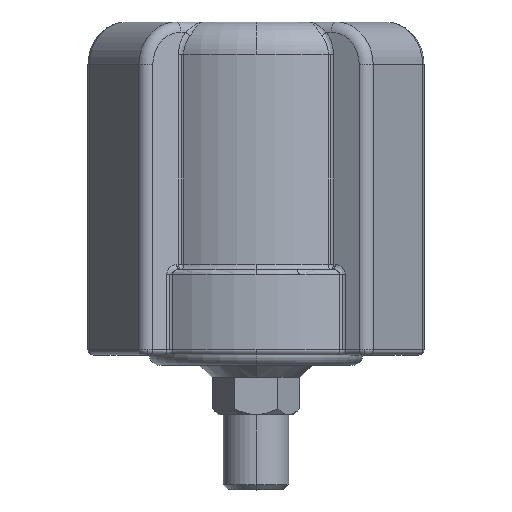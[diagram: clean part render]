
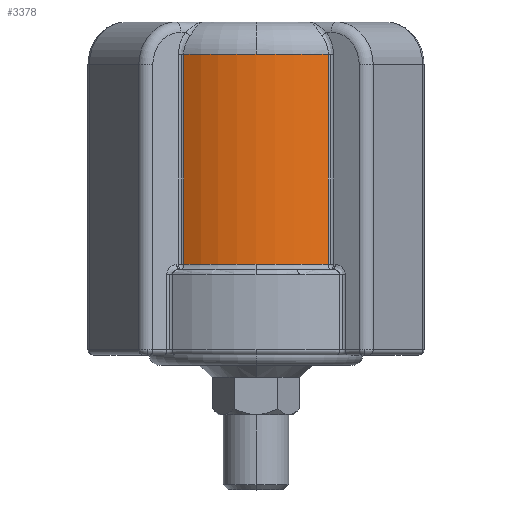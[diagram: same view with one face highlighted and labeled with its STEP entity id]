
A CAD part, top view. The second image highlights one B-rep face of the part: STEP entity #3378.
In plain terms, the highlighted cylindrical face has radius 20.066 mm (diameter 40.132 mm), a partial arc.
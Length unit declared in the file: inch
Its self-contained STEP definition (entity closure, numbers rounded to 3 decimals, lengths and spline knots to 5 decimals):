
#388 = DIRECTION ( 'NONE',  ( 0., -1., 0. ) ) ;
#403 = EDGE_CURVE ( 'NONE', #8566, #7707, #1814, .T. ) ;
#1066 = AXIS2_PLACEMENT_3D ( 'NONE', #5980, #388, #6918 ) ;
#1152 = DIRECTION ( 'NONE',  ( 0., 0., -1. ) ) ;
#1598 = CARTESIAN_POINT ( 'NONE',  ( 0., 2.55, 0.79 ) ) ;
#1814 = CIRCLE ( 'NONE', #1066, 0.79 ) ;
#2039 = ORIENTED_EDGE ( 'NONE', *, *, #4920, .T. ) ;
#2094 = VERTEX_POINT ( 'NONE', #10862 ) ;
#2909 = DIRECTION ( 'NONE',  ( 0., -1., 0. ) ) ;
#3042 = ORIENTED_EDGE ( 'NONE', *, *, #7127, .T. ) ;
#3162 = AXIS2_PLACEMENT_3D ( 'NONE', #8567, #9512, #1152 ) ;
#3258 = EDGE_CURVE ( 'NONE', #9404, #2094, #6806, .T. ) ;
#3279 = FACE_OUTER_BOUND ( 'NONE', #12027, .T. ) ;
#3378 = ADVANCED_FACE ( 'NONE', ( #3279 ), #9274, .T. ) ;
#3435 = ORIENTED_EDGE ( 'NONE', *, *, #403, .T. ) ;
#3471 = LINE ( 'NONE', #3505, #5932 ) ;
#3505 = CARTESIAN_POINT ( 'NONE',  ( 0.42321, 2.74, 0.66708 ) ) ;
#3637 = CARTESIAN_POINT ( 'NONE',  ( 0., 1.32, 0. ) ) ;
#3735 = CARTESIAN_POINT ( 'NONE',  ( 0.42321, 2.55, 0.66708 ) ) ;
#3774 = CIRCLE ( 'NONE', #6112, 0.79 ) ;
#3973 = DIRECTION ( 'NONE',  ( 0., 1., 0. ) ) ;
#4165 = ORIENTED_EDGE ( 'NONE', *, *, #9487, .T. ) ;
#4485 = CARTESIAN_POINT ( 'NONE',  ( -0.42321, 2.74, 0.66708 ) ) ;
#4569 = DIRECTION ( 'NONE',  ( 0., 0., 1. ) ) ;
#4920 = EDGE_CURVE ( 'NONE', #7707, #9404, #11087, .T. ) ;
#5206 = CARTESIAN_POINT ( 'NONE',  ( -0.42321, 2.55, 0.66708 ) ) ;
#5932 = VECTOR ( 'NONE', #10946, 39.37008 ) ;
#5980 = CARTESIAN_POINT ( 'NONE',  ( 0., 2.55, 0. ) ) ;
#6112 = AXIS2_PLACEMENT_3D ( 'NONE', #9550, #3973, #10479 ) ;
#6249 = CARTESIAN_POINT ( 'NONE',  ( 0.42321, 1.32, 0.66708 ) ) ;
#6302 = ORIENTED_EDGE ( 'NONE', *, *, #3258, .T. ) ;
#6419 = VERTEX_POINT ( 'NONE', #9735 ) ;
#6666 = CIRCLE ( 'NONE', #7180, 0.79 ) ;
#6806 = LINE ( 'NONE', #4485, #11746 ) ;
#6918 = DIRECTION ( 'NONE',  ( 0., 0., 1. ) ) ;
#7127 = EDGE_CURVE ( 'NONE', #10567, #8566, #3471, .T. ) ;
#7180 = AXIS2_PLACEMENT_3D ( 'NONE', #3637, #10142, #4569 ) ;
#7707 = VERTEX_POINT ( 'NONE', #1598 ) ;
#8488 = CARTESIAN_POINT ( 'NONE',  ( 0., 2.55, 0. ) ) ;
#8566 = VERTEX_POINT ( 'NONE', #3735 ) ;
#8567 = CARTESIAN_POINT ( 'NONE',  ( 0., 2.74, 0. ) ) ;
#9274 = CYLINDRICAL_SURFACE ( 'NONE', #3162, 0.79 ) ;
#9404 = VERTEX_POINT ( 'NONE', #5206 ) ;
#9448 = DIRECTION ( 'NONE',  ( 0., 0., 1. ) ) ;
#9487 = EDGE_CURVE ( 'NONE', #6419, #10567, #6666, .T. ) ;
#9512 = DIRECTION ( 'NONE',  ( 0., -1., 0. ) ) ;
#9550 = CARTESIAN_POINT ( 'NONE',  ( 0., 1.32, 0. ) ) ;
#9735 = CARTESIAN_POINT ( 'NONE',  ( 0., 1.32, 0.79 ) ) ;
#10142 = DIRECTION ( 'NONE',  ( 0., 1., 0. ) ) ;
#10479 = DIRECTION ( 'NONE',  ( 0., 0., 1. ) ) ;
#10567 = VERTEX_POINT ( 'NONE', #6249 ) ;
#10862 = CARTESIAN_POINT ( 'NONE',  ( -0.42321, 1.32, 0.66708 ) ) ;
#10946 = DIRECTION ( 'NONE',  ( 0., 1., 0. ) ) ;
#11087 = CIRCLE ( 'NONE', #11542, 0.79 ) ;
#11212 = ORIENTED_EDGE ( 'NONE', *, *, #11448, .T. ) ;
#11448 = EDGE_CURVE ( 'NONE', #2094, #6419, #3774, .T. ) ;
#11542 = AXIS2_PLACEMENT_3D ( 'NONE', #8488, #2909, #9448 ) ;
#11746 = VECTOR ( 'NONE', #11875, 39.37008 ) ;
#11875 = DIRECTION ( 'NONE',  ( 0., -1., 0. ) ) ;
#12027 = EDGE_LOOP ( 'NONE', ( #11212, #4165, #3042, #3435, #2039, #6302 ) ) ;
